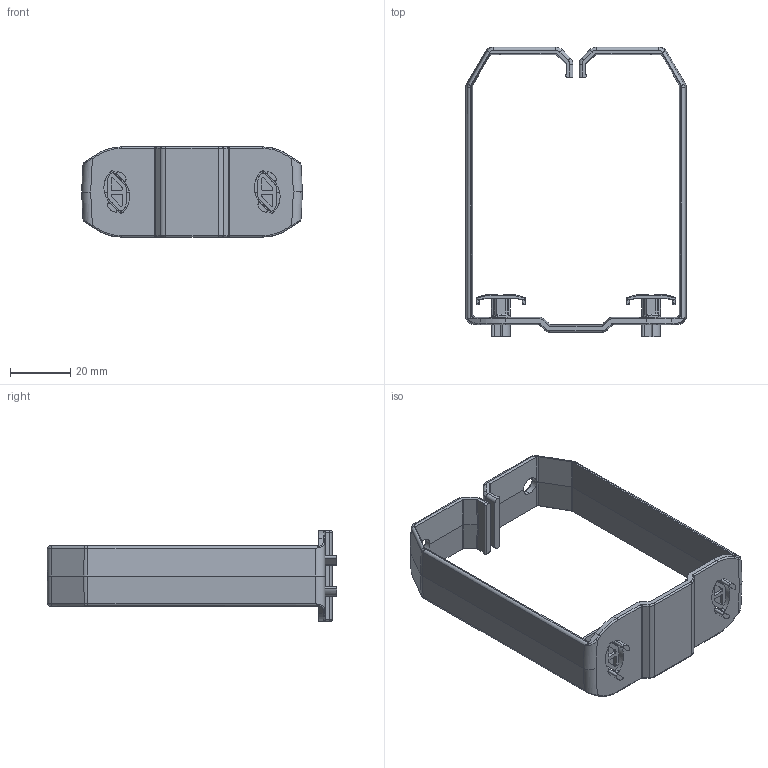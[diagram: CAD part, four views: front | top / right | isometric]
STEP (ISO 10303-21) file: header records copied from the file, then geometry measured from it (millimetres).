
FILE_DESCRIPTION (( 'STEP AP203' ), '1' );
FILE_NAME ('CL-3040.step', '2020-08-27T16:18:10', ( '' ), ( '' ), 'SwSTEP 2.0', 'SolidWorks 2019', '' );
FILE_SCHEMA (( 'CONFIG_CONTROL_DESIGN' ));
Length unit declared in the file: inch
Products named in the file (1): CL-3040
Bounding box: 73.4 x 96.2 x 30 mm (x, y, z)
Volume: 14671.9 mm3; surface area: 16780.3 mm2
Topology: 1 solids, 1 shells, 975 faces, 2636 edges, 1688 vertices
Faces by surface type: plane 653, cylinder 255, bspline 67
Entity records: 35142 total; most frequent: CARTESIAN_POINT 12314, ORIENTED_EDGE 5272, DIRECTION 3830, EDGE_CURVE 2636, LINE 1854, VECTOR 1854, VERTEX_POINT 1688, EDGE_LOOP 1020
